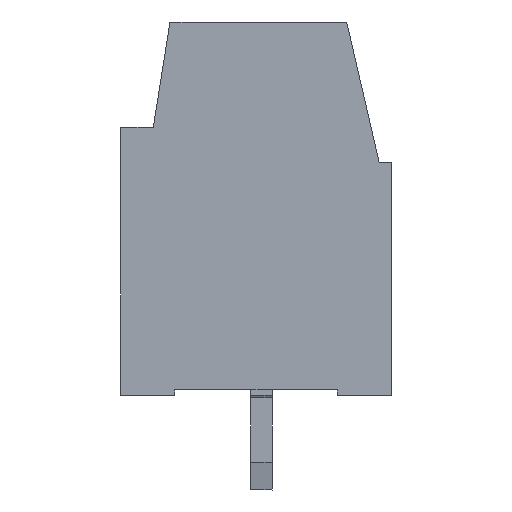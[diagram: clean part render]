
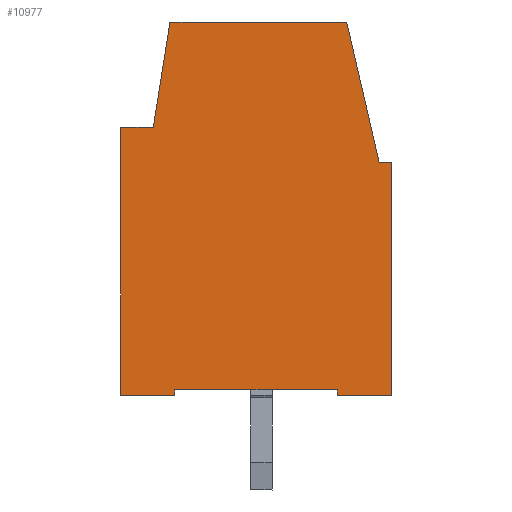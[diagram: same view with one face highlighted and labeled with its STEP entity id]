
A CAD part, left-side view. The second image highlights one B-rep face of the part: STEP entity #10977.
In plain terms, the highlighted planar face has unit normal (-1, 0, 0).
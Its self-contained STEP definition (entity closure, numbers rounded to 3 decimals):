
#10885=AXIS2_PLACEMENT_3D('Plane Axis2P3D',#10882,#10883,#10884) ;
#10493=CARTESIAN_POINT('Vertex',(0.,0.,12.101)) ;
#10496=CARTESIAN_POINT('Line Origine',(0.,0.,7.8)) ;
#10500=CARTESIAN_POINT('Vertex',(0.,0.,3.5)) ;
#10866=CARTESIAN_POINT('Vertex',(0.,0.445,12.1)) ;
#10869=CARTESIAN_POINT('Line Origine',(0.,0.223,12.1)) ;
#10882=CARTESIAN_POINT('Axis2P3D Location',(0.,3.449,14.)) ;
#10887=CARTESIAN_POINT('Line Origine',(0.,1.027,14.623)) ;
#10891=CARTESIAN_POINT('Vertex',(0.,1.609,17.145)) ;
#10894=CARTESIAN_POINT('Line Origine',(0.,1.627,17.223)) ;
#10898=CARTESIAN_POINT('Vertex',(0.,1.645,17.3)) ;
#10901=CARTESIAN_POINT('Line Origine',(0.,4.913,17.3)) ;
#10905=CARTESIAN_POINT('Vertex',(0.,8.181,17.301)) ;
#10908=CARTESIAN_POINT('Line Origine',(0.,8.49,15.351)) ;
#10912=CARTESIAN_POINT('Vertex',(0.,8.799,13.401)) ;
#10915=CARTESIAN_POINT('Line Origine',(0.,9.399,13.401)) ;
#10919=CARTESIAN_POINT('Vertex',(0.,9.999,13.401)) ;
#10922=CARTESIAN_POINT('Line Origine',(0.,10.,8.451)) ;
#10926=CARTESIAN_POINT('Vertex',(0.,10.,3.501)) ;
#10929=CARTESIAN_POINT('Line Origine',(0.,9.,3.501)) ;
#10933=CARTESIAN_POINT('Vertex',(0.,8.,3.501)) ;
#10936=CARTESIAN_POINT('Line Origine',(0.,8.,3.601)) ;
#10940=CARTESIAN_POINT('Vertex',(0.,8.,3.701)) ;
#10943=CARTESIAN_POINT('Line Origine',(0.,5.,3.7)) ;
#10947=CARTESIAN_POINT('Vertex',(0.,2.,3.7)) ;
#10950=CARTESIAN_POINT('Line Origine',(0.,2.,3.6)) ;
#10954=CARTESIAN_POINT('Vertex',(0.,2.,3.5)) ;
#10957=CARTESIAN_POINT('Line Origine',(0.,1.,3.5)) ;
#10497=DIRECTION('Vector Direction',(0.,0.,1.)) ;
#10870=DIRECTION('Vector Direction',(0.,-1.,0.001)) ;
#10883=DIRECTION('Axis2P3D Direction',(1.,0.,0.)) ;
#10884=DIRECTION('Axis2P3D XDirection',(0.,1.,0.)) ;
#10888=DIRECTION('Vector Direction',(0.,0.225,0.974)) ;
#10895=DIRECTION('Vector Direction',(0.,0.225,0.974)) ;
#10902=DIRECTION('Vector Direction',(0.,-1.,0.)) ;
#10909=DIRECTION('Vector Direction',(0.,0.157,-0.988)) ;
#10916=DIRECTION('Vector Direction',(0.,-1.,0.)) ;
#10923=DIRECTION('Vector Direction',(0.,0.,-1.)) ;
#10930=DIRECTION('Vector Direction',(0.,-1.,0.)) ;
#10937=DIRECTION('Vector Direction',(0.,0.,1.)) ;
#10944=DIRECTION('Vector Direction',(0.,-1.,0.)) ;
#10951=DIRECTION('Vector Direction',(0.,0.,-1.)) ;
#10958=DIRECTION('Vector Direction',(0.,-1.,0.)) ;
#10498=VECTOR('Line Direction',#10497,1.) ;
#10871=VECTOR('Line Direction',#10870,1.) ;
#10889=VECTOR('Line Direction',#10888,1.) ;
#10896=VECTOR('Line Direction',#10895,1.) ;
#10903=VECTOR('Line Direction',#10902,1.) ;
#10910=VECTOR('Line Direction',#10909,1.) ;
#10917=VECTOR('Line Direction',#10916,1.) ;
#10924=VECTOR('Line Direction',#10923,1.) ;
#10931=VECTOR('Line Direction',#10930,1.) ;
#10938=VECTOR('Line Direction',#10937,1.) ;
#10945=VECTOR('Line Direction',#10944,1.) ;
#10952=VECTOR('Line Direction',#10951,1.) ;
#10959=VECTOR('Line Direction',#10958,1.) ;
#10963=ORIENTED_EDGE('',*,*,#10502,.T.) ;
#10964=ORIENTED_EDGE('',*,*,#10873,.F.) ;
#10965=ORIENTED_EDGE('',*,*,#10893,.T.) ;
#10966=ORIENTED_EDGE('',*,*,#10900,.T.) ;
#10967=ORIENTED_EDGE('',*,*,#10907,.F.) ;
#10968=ORIENTED_EDGE('',*,*,#10914,.T.) ;
#10969=ORIENTED_EDGE('',*,*,#10921,.F.) ;
#10970=ORIENTED_EDGE('',*,*,#10928,.T.) ;
#10971=ORIENTED_EDGE('',*,*,#10935,.T.) ;
#10972=ORIENTED_EDGE('',*,*,#10942,.T.) ;
#10973=ORIENTED_EDGE('',*,*,#10949,.T.) ;
#10974=ORIENTED_EDGE('',*,*,#10956,.T.) ;
#10975=ORIENTED_EDGE('',*,*,#10961,.T.) ;
#10977=ADVANCED_FACE('COVER',(#10976),#10886,.F.) ;
#10502=EDGE_CURVE('',#10501,#10494,#10499,.T.) ;
#10873=EDGE_CURVE('',#10867,#10494,#10872,.T.) ;
#10893=EDGE_CURVE('',#10867,#10892,#10890,.T.) ;
#10900=EDGE_CURVE('',#10892,#10899,#10897,.T.) ;
#10907=EDGE_CURVE('',#10906,#10899,#10904,.T.) ;
#10914=EDGE_CURVE('',#10906,#10913,#10911,.T.) ;
#10921=EDGE_CURVE('',#10920,#10913,#10918,.T.) ;
#10928=EDGE_CURVE('',#10920,#10927,#10925,.T.) ;
#10935=EDGE_CURVE('',#10927,#10934,#10932,.T.) ;
#10942=EDGE_CURVE('',#10934,#10941,#10939,.T.) ;
#10949=EDGE_CURVE('',#10941,#10948,#10946,.T.) ;
#10956=EDGE_CURVE('',#10948,#10955,#10953,.T.) ;
#10961=EDGE_CURVE('',#10955,#10501,#10960,.T.) ;
#10962=EDGE_LOOP('',(#10963,#10964,#10965,#10966,#10967,#10968,#10969,#10970,#10971,#10972,#10973,#10974,#10975)) ;
#10976=FACE_OUTER_BOUND('',#10962,.T.) ;
#10499=LINE('Line',#10496,#10498) ;
#10872=LINE('Line',#10869,#10871) ;
#10890=LINE('Line',#10887,#10889) ;
#10897=LINE('Line',#10894,#10896) ;
#10904=LINE('Line',#10901,#10903) ;
#10911=LINE('Line',#10908,#10910) ;
#10918=LINE('Line',#10915,#10917) ;
#10925=LINE('Line',#10922,#10924) ;
#10932=LINE('Line',#10929,#10931) ;
#10939=LINE('Line',#10936,#10938) ;
#10946=LINE('Line',#10943,#10945) ;
#10953=LINE('Line',#10950,#10952) ;
#10960=LINE('Line',#10957,#10959) ;
#10886=PLANE('',#10885) ;
#10494=VERTEX_POINT('',#10493) ;
#10501=VERTEX_POINT('',#10500) ;
#10867=VERTEX_POINT('',#10866) ;
#10892=VERTEX_POINT('',#10891) ;
#10899=VERTEX_POINT('',#10898) ;
#10906=VERTEX_POINT('',#10905) ;
#10913=VERTEX_POINT('',#10912) ;
#10920=VERTEX_POINT('',#10919) ;
#10927=VERTEX_POINT('',#10926) ;
#10934=VERTEX_POINT('',#10933) ;
#10941=VERTEX_POINT('',#10940) ;
#10948=VERTEX_POINT('',#10947) ;
#10955=VERTEX_POINT('',#10954) ;
